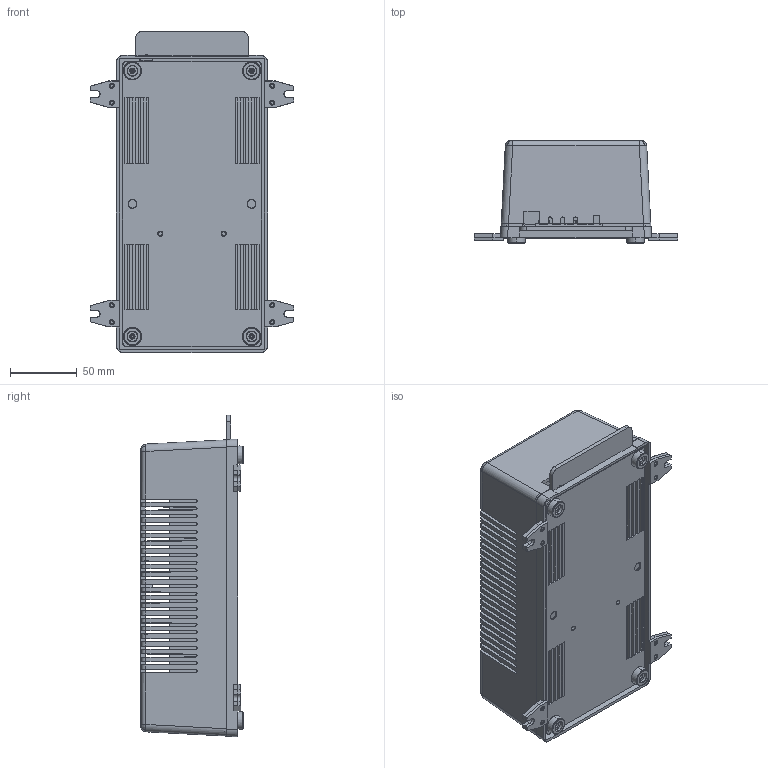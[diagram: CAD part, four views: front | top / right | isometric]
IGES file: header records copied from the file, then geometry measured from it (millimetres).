
Start section: SolidWorks IGES file using analytic representation for surfaces
Global section: file name: KM-107.IGS; native system: SolidWorks 2009; preprocessor: SolidWorks 2009; author: uki; date: 120419.211337; units: millimetre
Bounding box: 152.6 x 76.6 x 240.92 mm (x, y, z)
Surface area: 222125.5 mm2 (no closed solid volume)
Topology: 0 solids, 0 shells, 983 faces, 13938 edges, 13938 vertices
Faces by surface type: bspline 752, revolution 231
